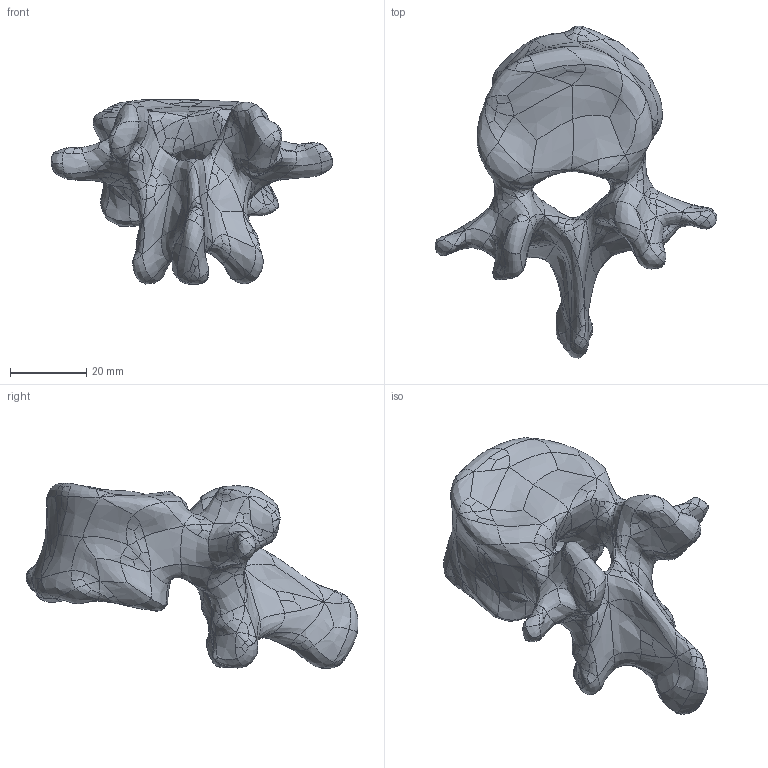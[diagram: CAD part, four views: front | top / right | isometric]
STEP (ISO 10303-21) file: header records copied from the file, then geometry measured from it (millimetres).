
FILE_DESCRIPTION(('CATIA V5 STEP Exchange'),'2;1');
FILE_NAME('kragdolny.stp','2017-05-23T14:35:23+00:00',('none'),('none'),'CATIA Version 5 Release 20 SP 5 (IN-10)','CATIA V5 STEP AP203','none');
FILE_SCHEMA(('CONFIG_CONTROL_DESIGN'));
Products named in the file (1): Part4
Bounding box: 73.71 x 86.84 x 48.46 mm (x, y, z)
Volume: 53748.1 mm3; surface area: 12766.2 mm2
Topology: 1 solids, 1 shells, 599 faces, 1323 edges, 724 vertices
Faces by surface type: bspline 599
Entity records: 141042 total; most frequent: CARTESIAN_POINT 132581, ORIENTED_EDGE 2646, B_SPLINE_CURVE_WITH_KNOTS 1323, EDGE_CURVE 1323, VERTEX_POINT 724, ADVANCED_FACE 599, B_SPLINE_SURFACE_WITH_KNOTS 599, EDGE_LOOP 599
